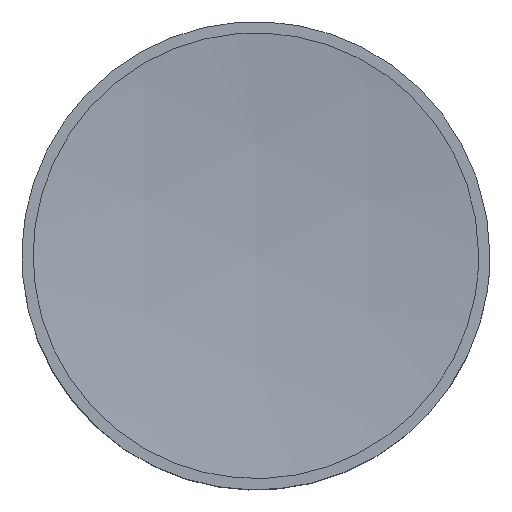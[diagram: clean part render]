
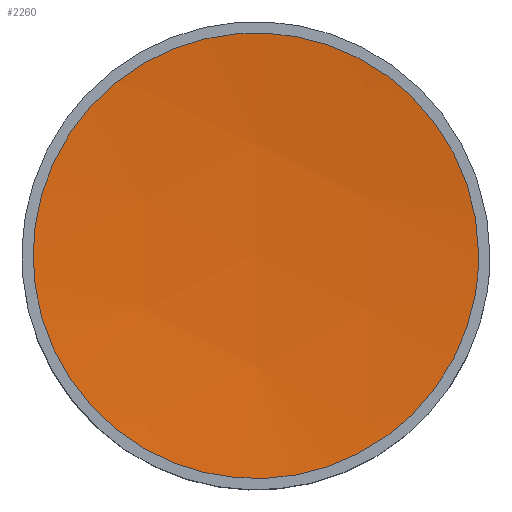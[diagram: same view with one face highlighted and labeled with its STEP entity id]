
A CAD part, top view. The second image highlights one B-rep face of the part: STEP entity #2260.
In plain terms, the highlighted spherical face has radius 50.54 mm.
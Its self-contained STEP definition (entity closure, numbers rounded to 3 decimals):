
#2050 = CARTESIAN_POINT ('', (5.95, 0., 3.911));
#2060 = VERTEX_POINT ('', #2050);
#2070 = CARTESIAN_POINT ('', (5.95, 0., 3.911));
#2080 = CARTESIAN_POINT ('', (5.95, 5.95, 3.911));
#2090 = CARTESIAN_POINT ('', (0., 5.95, 3.911));
#2100 = CARTESIAN_POINT ('', (-5.95, 5.95, 3.911));
#2110 = CARTESIAN_POINT ('', (-5.95, 0., 3.911));
#2120 = CARTESIAN_POINT ('', (-5.95, -5.95, 3.911));
#2130 = CARTESIAN_POINT ('', (0., -5.95, 3.911));
#2140 = CARTESIAN_POINT ('', (5.95, -5.95, 3.911));
#2150 = CARTESIAN_POINT ('', (5.95, 0., 3.911));
#2160 = (
   BOUNDED_CURVE ()
   B_SPLINE_CURVE (2, (#2070, #2080, #2090, #2100, #2110, #2120, #2130, #2140, #2150), .UNSPECIFIED., .T., .U.)
   B_SPLINE_CURVE_WITH_KNOTS ((3, 2, 2, 2, 3), (0., 1.571, 3.142, 4.712, 6.283), .UNSPECIFIED.)
   CURVE ()
   GEOMETRIC_REPRESENTATION_ITEM ()
   RATIONAL_B_SPLINE_CURVE ((1., 0.707, 1., 0.707, 1., 0.707, 1., 0.707, 1.))
   REPRESENTATION_ITEM ('')
);
#2170 = EDGE_CURVE ('', #2060, #2060, #2160, .T.);
#2180 = ORIENTED_EDGE ('', *, *, #2170, .T.);
#2190 = EDGE_LOOP ('', (#2180));
#2200 = FACE_OUTER_BOUND ('', #2190, .T.);
#2210 = CARTESIAN_POINT ('', (0., 0., 54.1));
#2220 = DIRECTION ('', (-1., 0., 0.));
#2230 = DIRECTION ('', (0., 1., 0.));
#2240 = AXIS2_PLACEMENT_3D ('', #2210, #2220, #2230);
#2250 = SPHERICAL_SURFACE ('', #2240, 50.54);
#2260 = ADVANCED_FACE ('', (#2200), #2250, .F.);
